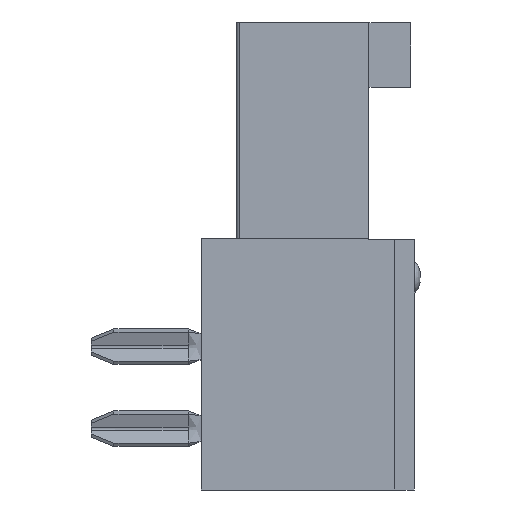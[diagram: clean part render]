
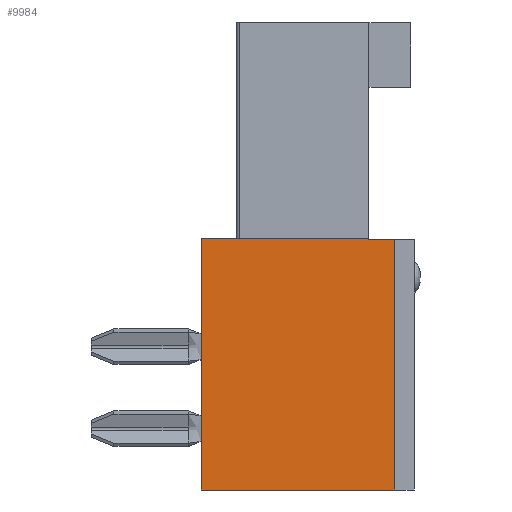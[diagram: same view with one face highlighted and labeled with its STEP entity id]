
A CAD part, left-side view. The second image highlights one B-rep face of the part: STEP entity #9984.
In plain terms, the highlighted planar face has unit normal (-1, 0, 0).
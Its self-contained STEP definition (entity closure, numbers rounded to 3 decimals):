
#2489=ORIENTED_EDGE('',*,*,#3467,.F.);
#2490=ORIENTED_EDGE('',*,*,#4261,.F.);
#2491=ORIENTED_EDGE('',*,*,#3351,.F.);
#2492=ORIENTED_EDGE('',*,*,#3347,.F.);
#2493=ORIENTED_EDGE('',*,*,#3323,.F.);
#2494=ORIENTED_EDGE('',*,*,#3310,.F.);
#3310=EDGE_CURVE('',#4711,#4712,#5658,.T.);
#3323=EDGE_CURVE('',#4712,#4723,#5665,.T.);
#3347=EDGE_CURVE('',#4723,#4742,#5684,.T.);
#3351=EDGE_CURVE('',#4742,#4746,#5688,.T.);
#3467=EDGE_CURVE('',#4846,#4711,#5794,.T.);
#4261=EDGE_CURVE('',#4746,#4846,#6528,.T.);
#4711=VERTEX_POINT('',#13735);
#4712=VERTEX_POINT('',#13737);
#4723=VERTEX_POINT('',#13763);
#4742=VERTEX_POINT('',#13804);
#4746=VERTEX_POINT('',#13818);
#4846=VERTEX_POINT('',#14044);
#5658=LINE('',#13736,#6903);
#5665=LINE('',#13762,#6910);
#5684=LINE('',#13811,#6929);
#5688=LINE('',#13817,#6933);
#5794=LINE('',#14045,#7039);
#6528=LINE('',#15799,#7773);
#6903=VECTOR('',#11074,1000.);
#6910=VECTOR('',#11097,1000.);
#6929=VECTOR('',#11130,1000.);
#6933=VECTOR('',#11138,1000.);
#7039=VECTOR('',#11286,1000.);
#7773=VECTOR('',#12832,1000.);
#8442=EDGE_LOOP('',(#2489,#2490,#2491,#2492,#2493,#2494));
#9028=FACE_BOUND('',#8442,.T.);
#9503=PLANE('',#10696);
#9984=ADVANCED_FACE('',(#9028),#9503,.F.);
#10696=AXIS2_PLACEMENT_3D('',#15800,#12833,#12834);
#11074=DIRECTION('',(0.,0.,1.));
#11097=DIRECTION('',(0.,-1.,0.));
#11130=DIRECTION('',(0.,0.,-1.));
#11138=DIRECTION('',(0.,-1.,0.));
#11286=DIRECTION('',(0.,1.,0.));
#12832=DIRECTION('',(0.,0.,-1.));
#12833=DIRECTION('',(1.,0.,0.));
#12834=DIRECTION('',(0.,0.,-1.));
#13735=CARTESIAN_POINT('',(-14.72,3.3,-3.9));
#13736=CARTESIAN_POINT('',(-14.72,3.3,-3.9));
#13737=CARTESIAN_POINT('',(-14.72,3.3,3.9));
#13762=CARTESIAN_POINT('',(-14.72,3.3,3.9));
#13763=CARTESIAN_POINT('',(-14.72,-1.9,3.9));
#13804=CARTESIAN_POINT('',(-14.72,-1.9,3.85));
#13811=CARTESIAN_POINT('',(-14.72,-1.9,3.9));
#13817=CARTESIAN_POINT('',(-14.72,-1.9,3.85));
#13818=CARTESIAN_POINT('',(-14.72,-2.7,3.85));
#14044=CARTESIAN_POINT('',(-14.72,-2.7,-3.9));
#14045=CARTESIAN_POINT('',(-14.72,-2.7,-3.9));
#15799=CARTESIAN_POINT('',(-14.72,-2.7,3.85));
#15800=CARTESIAN_POINT('',(-14.72,0.,0.));
